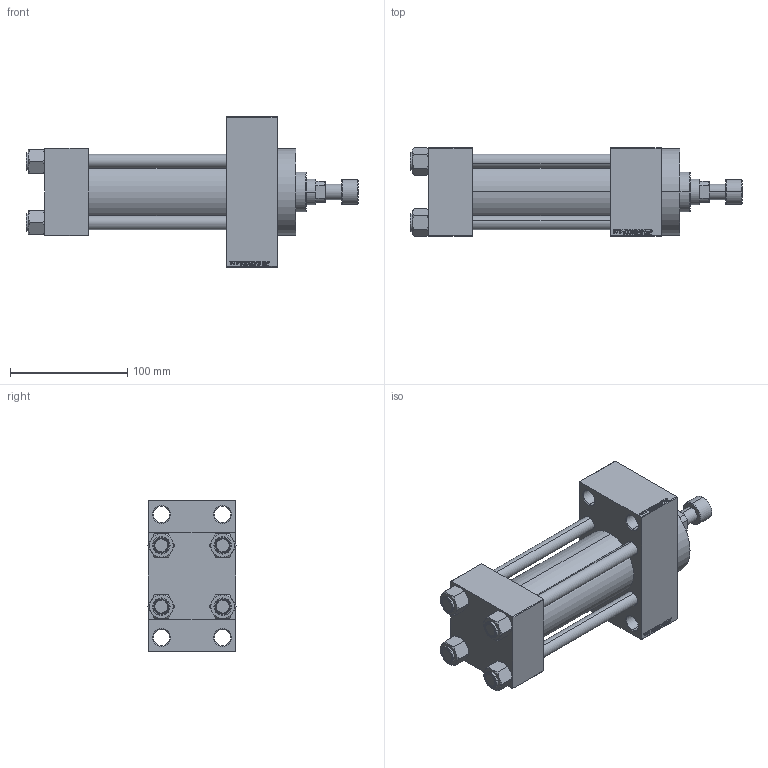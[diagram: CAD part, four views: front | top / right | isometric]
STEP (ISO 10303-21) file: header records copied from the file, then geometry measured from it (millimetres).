
FILE_DESCRIPTION (( 'STEP AP203' ), '1' );
FILE_NAME ('35b4.STEP', '2022-04-15T17:50:34', ( '' ), ( '' ), 'SwSTEP 2.0', 'SolidWorks 2019', '' );
FILE_SCHEMA (( 'CONFIG_CONTROL_DESIGN' ));
Length unit declared in the file: millimetre
Products named in the file (7): V215CR_D_Body 59918f35350c8389ba1aab9090462d17; NUT_M5_D 59918f35350c8389ba1aab9090462d17; V215CR_VCP_D 59918f35350c8389ba1aab9090462d17; V215CR_D_TYCINKA 59918f35350c8389ba1aab9090462d17; 35b4; V215_VC_A 59918f35350c8389ba1aab9090462d17; V215CR_ROD_END_F 59918f35350c8389ba1aab9090462d17
Assembly tree (12 placements, depth 2):
  35b4
    V215CR_D_Body 59918f35350c8389ba1aab9090462d17
    V215CR_VCP_D 59918f35350c8389ba1aab9090462d17
    NUT_M5_D 59918f35350c8389ba1aab9090462d17  x4
    V215CR_D_TYCINKA 59918f35350c8389ba1aab9090462d17  x4
    V215_VC_A 59918f35350c8389ba1aab9090462d17
    V215CR_ROD_END_F 59918f35350c8389ba1aab9090462d17
Bounding box: 283 x 75.54 x 128 mm (x, y, z)
Volume: 892922 mm3; surface area: 200217.2 mm2
Topology: 12 solids, 12 shells, 1123 faces, 2788 edges, 1803 vertices
Faces by surface type: plane 502, bspline 368, cone 144, cylinder 97, torus 12
Entity records: 47829 total; most frequent: CARTESIAN_POINT 25154, ORIENTED_EDGE 5068, DIRECTION 3300, EDGE_CURVE 2534, VERTEX_POINT 1659, LINE 1514, VECTOR 1514, EDGE_LOOP 1137
